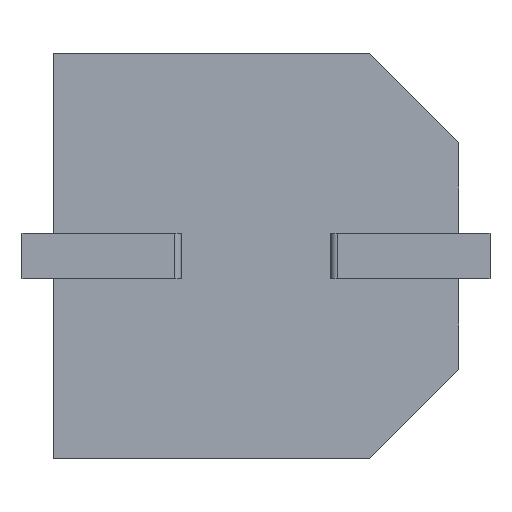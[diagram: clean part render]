
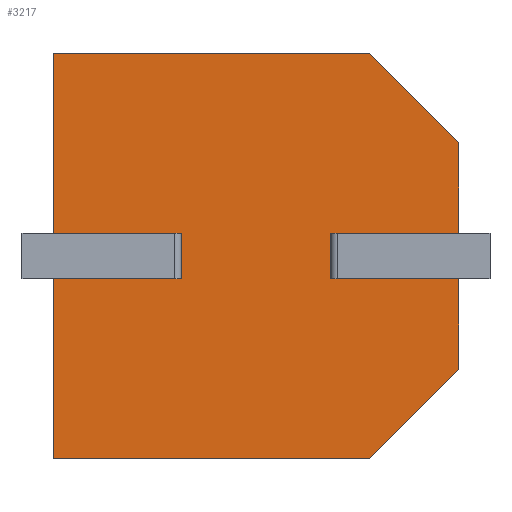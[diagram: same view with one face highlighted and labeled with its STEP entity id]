
A CAD part, front view. The second image highlights one B-rep face of the part: STEP entity #3217.
In plain terms, the highlighted planar face has unit normal (0, -1, 0).
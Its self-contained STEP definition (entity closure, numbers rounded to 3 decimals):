
#69 = CARTESIAN_POINT ( 'NONE',  ( 13., 0., -10.134 ) ) ;
#101 = CARTESIAN_POINT ( 'NONE',  ( 8.9, 0., -7.225 ) ) ;
#126 = CARTESIAN_POINT ( 'NONE',  ( 0., 0., -13. ) ) ;
#127 = DIRECTION ( 'NONE',  ( -1., 0., 0. ) ) ;
#152 = LINE ( 'NONE', #1101, #1295 ) ;
#191 = EDGE_CURVE ( 'NONE', #943, #949, #287, .T. ) ;
#203 = CARTESIAN_POINT ( 'NONE',  ( 8.9, 0., -7.225 ) ) ;
#207 = CARTESIAN_POINT ( 'NONE',  ( 13., 0., -10.134 ) ) ;
#224 = CARTESIAN_POINT ( 'NONE',  ( 0., 0., -5.775 ) ) ;
#228 = ORIENTED_EDGE ( 'NONE', *, *, #446, .T. ) ;
#246 = ORIENTED_EDGE ( 'NONE', *, *, #1542, .F. ) ;
#248 = CARTESIAN_POINT ( 'NONE',  ( 0., 0., 0. ) ) ;
#249 = CARTESIAN_POINT ( 'NONE',  ( 8.9, 0., -5.775 ) ) ;
#287 = LINE ( 'NONE', #207, #2400 ) ;
#291 = DIRECTION ( 'NONE',  ( 0., 1., 0. ) ) ;
#295 = VERTEX_POINT ( 'NONE', #371 ) ;
#350 = CARTESIAN_POINT ( 'NONE',  ( 13., 0., 0. ) ) ;
#371 = CARTESIAN_POINT ( 'NONE',  ( 4.1, 0., -7.225 ) ) ;
#396 = CARTESIAN_POINT ( 'NONE',  ( 10.134, 0., 0. ) ) ;
#434 = ORIENTED_EDGE ( 'NONE', *, *, #3209, .T. ) ;
#442 = LINE ( 'NONE', #101, #2428 ) ;
#446 = EDGE_CURVE ( 'NONE', #2160, #943, #2052, .T. ) ;
#457 = VECTOR ( 'NONE', #2930, 1000. ) ;
#506 = LINE ( 'NONE', #249, #641 ) ;
#538 = CARTESIAN_POINT ( 'NONE',  ( 8.9, 0., -7.225 ) ) ;
#591 = DIRECTION ( 'NONE',  ( -1., 0., 0. ) ) ;
#593 = VECTOR ( 'NONE', #2275, 1000. ) ;
#641 = VECTOR ( 'NONE', #1336, 1000. ) ;
#671 = LINE ( 'NONE', #538, #2768 ) ;
#682 = DIRECTION ( 'NONE',  ( -0.707, 0., 0.707 ) ) ;
#734 = ORIENTED_EDGE ( 'NONE', *, *, #1679, .T. ) ;
#756 = CARTESIAN_POINT ( 'NONE',  ( 0., 0., 0. ) ) ;
#763 = ORIENTED_EDGE ( 'NONE', *, *, #2216, .F. ) ;
#816 = DIRECTION ( 'NONE',  ( 0., 0., 1. ) ) ;
#828 = EDGE_CURVE ( 'NONE', #1801, #1453, #671, .T. ) ;
#854 = DIRECTION ( 'NONE',  ( 1., 0., 0. ) ) ;
#904 = CARTESIAN_POINT ( 'NONE',  ( 8.9, 0., -5.775 ) ) ;
#906 = LINE ( 'NONE', #2488, #1154 ) ;
#912 = CARTESIAN_POINT ( 'NONE',  ( 0., 0., -7.225 ) ) ;
#924 = VERTEX_POINT ( 'NONE', #2947 ) ;
#943 = VERTEX_POINT ( 'NONE', #2765 ) ;
#949 = VERTEX_POINT ( 'NONE', #69 ) ;
#1101 = CARTESIAN_POINT ( 'NONE',  ( 0., 0., 0. ) ) ;
#1154 = VECTOR ( 'NONE', #3021, 1000. ) ;
#1206 = LINE ( 'NONE', #3302, #2373 ) ;
#1208 = ORIENTED_EDGE ( 'NONE', *, *, #1521, .F. ) ;
#1281 = EDGE_LOOP ( 'NONE', ( #2017, #2431, #1944, #763, #1365, #1208, #734, #1417, #246, #434, #3303, #228, #3207, #3490 ) ) ;
#1295 = VECTOR ( 'NONE', #854, 1000. ) ;
#1322 = LINE ( 'NONE', #350, #593 ) ;
#1336 = DIRECTION ( 'NONE',  ( 1., 0., 0. ) ) ;
#1363 = EDGE_CURVE ( 'NONE', #1801, #1554, #442, .T. ) ;
#1365 = ORIENTED_EDGE ( 'NONE', *, *, #3064, .T. ) ;
#1390 = CARTESIAN_POINT ( 'NONE',  ( 0., 0., 0. ) ) ;
#1407 = EDGE_CURVE ( 'NONE', #2833, #2517, #3401, .T. ) ;
#1417 = ORIENTED_EDGE ( 'NONE', *, *, #1407, .F. ) ;
#1453 = VERTEX_POINT ( 'NONE', #904 ) ;
#1469 = VECTOR ( 'NONE', #682, 1000. ) ;
#1521 = EDGE_CURVE ( 'NONE', #1891, #2638, #152, .T. ) ;
#1542 = EDGE_CURVE ( 'NONE', #295, #2833, #1206, .T. ) ;
#1549 = CARTESIAN_POINT ( 'NONE',  ( 0., 0., -13. ) ) ;
#1554 = VERTEX_POINT ( 'NONE', #2759 ) ;
#1648 = CARTESIAN_POINT ( 'NONE',  ( 0., 0., 0. ) ) ;
#1669 = DIRECTION ( 'NONE',  ( 0., 0., 1. ) ) ;
#1679 = EDGE_CURVE ( 'NONE', #1891, #2517, #2908, .T. ) ;
#1719 = FACE_OUTER_BOUND ( 'NONE', #1281, .T. ) ;
#1801 = VERTEX_POINT ( 'NONE', #203 ) ;
#1891 = VERTEX_POINT ( 'NONE', #1648 ) ;
#1903 = AXIS2_PLACEMENT_3D ( 'NONE', #1390, #291, #1669 ) ;
#1944 = ORIENTED_EDGE ( 'NONE', *, *, #1954, .T. ) ;
#1954 = EDGE_CURVE ( 'NONE', #1453, #3083, #506, .T. ) ;
#1957 = CARTESIAN_POINT ( 'NONE',  ( 4.1, 0., -7.225 ) ) ;
#1971 = PLANE ( 'NONE',  #1903 ) ;
#2017 = ORIENTED_EDGE ( 'NONE', *, *, #1363, .F. ) ;
#2052 = LINE ( 'NONE', #1549, #457 ) ;
#2129 = DIRECTION ( 'NONE',  ( 0., 0., -1. ) ) ;
#2160 = VERTEX_POINT ( 'NONE', #126 ) ;
#2215 = DIRECTION ( 'NONE',  ( 0., 0., 1. ) ) ;
#2216 = EDGE_CURVE ( 'NONE', #924, #3083, #1322, .T. ) ;
#2267 = CARTESIAN_POINT ( 'NONE',  ( 4.1, 0., -5.775 ) ) ;
#2275 = DIRECTION ( 'NONE',  ( 0., 0., -1. ) ) ;
#2280 = CARTESIAN_POINT ( 'NONE',  ( 4.1, 0., -5.775 ) ) ;
#2315 = CARTESIAN_POINT ( 'NONE',  ( 13., 0., -5.775 ) ) ;
#2335 = VECTOR ( 'NONE', #127, 1000. ) ;
#2373 = VECTOR ( 'NONE', #2215, 1000. ) ;
#2400 = VECTOR ( 'NONE', #3504, 1000. ) ;
#2427 = VECTOR ( 'NONE', #2129, 1000. ) ;
#2428 = VECTOR ( 'NONE', #2845, 1000. ) ;
#2431 = ORIENTED_EDGE ( 'NONE', *, *, #828, .T. ) ;
#2447 = EDGE_CURVE ( 'NONE', #2942, #2160, #2550, .T. ) ;
#2460 = DIRECTION ( 'NONE',  ( 0., 0., -1. ) ) ;
#2488 = CARTESIAN_POINT ( 'NONE',  ( 13., 0., 0. ) ) ;
#2517 = VERTEX_POINT ( 'NONE', #224 ) ;
#2550 = LINE ( 'NONE', #756, #2427 ) ;
#2638 = VERTEX_POINT ( 'NONE', #3555 ) ;
#2759 = CARTESIAN_POINT ( 'NONE',  ( 13., 0., -7.225 ) ) ;
#2765 = CARTESIAN_POINT ( 'NONE',  ( 10.134, 0., -13. ) ) ;
#2768 = VECTOR ( 'NONE', #816, 1000. ) ;
#2833 = VERTEX_POINT ( 'NONE', #2267 ) ;
#2845 = DIRECTION ( 'NONE',  ( 1., 0., 0. ) ) ;
#2908 = LINE ( 'NONE', #248, #3471 ) ;
#2909 = VECTOR ( 'NONE', #591, 1000. ) ;
#2930 = DIRECTION ( 'NONE',  ( 1., 0., 0. ) ) ;
#2942 = VERTEX_POINT ( 'NONE', #912 ) ;
#2947 = CARTESIAN_POINT ( 'NONE',  ( 13., 0., -2.866 ) ) ;
#3021 = DIRECTION ( 'NONE',  ( 0., 0., -1. ) ) ;
#3064 = EDGE_CURVE ( 'NONE', #924, #2638, #3141, .T. ) ;
#3083 = VERTEX_POINT ( 'NONE', #2315 ) ;
#3141 = LINE ( 'NONE', #396, #1469 ) ;
#3175 = LINE ( 'NONE', #1957, #2909 ) ;
#3207 = ORIENTED_EDGE ( 'NONE', *, *, #191, .T. ) ;
#3209 = EDGE_CURVE ( 'NONE', #295, #2942, #3175, .T. ) ;
#3216 = EDGE_CURVE ( 'NONE', #1554, #949, #906, .T. ) ;
#3217 = ADVANCED_FACE ( 'NONE', ( #1719 ), #1971, .F. ) ;
#3302 = CARTESIAN_POINT ( 'NONE',  ( 4.1, 0., -7.225 ) ) ;
#3303 = ORIENTED_EDGE ( 'NONE', *, *, #2447, .T. ) ;
#3401 = LINE ( 'NONE', #2280, #2335 ) ;
#3471 = VECTOR ( 'NONE', #2460, 1000. ) ;
#3490 = ORIENTED_EDGE ( 'NONE', *, *, #3216, .F. ) ;
#3504 = DIRECTION ( 'NONE',  ( 0.707, 0., 0.707 ) ) ;
#3555 = CARTESIAN_POINT ( 'NONE',  ( 10.134, 0., 0. ) ) ;
